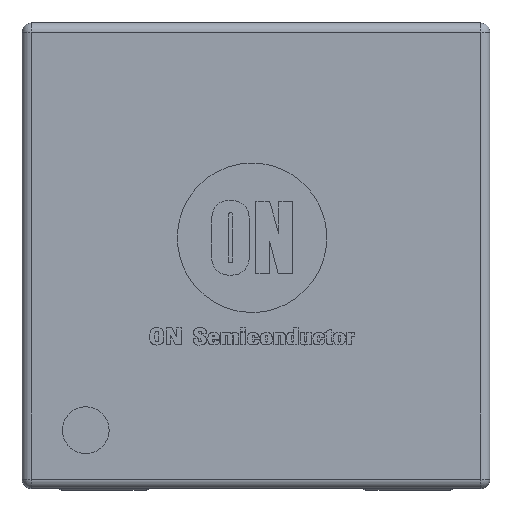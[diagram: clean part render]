
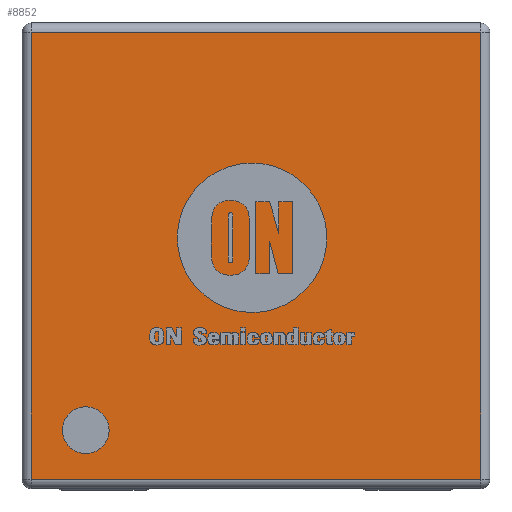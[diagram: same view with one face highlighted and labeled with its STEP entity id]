
A CAD part, top view. The second image highlights one B-rep face of the part: STEP entity #8852.
In plain terms, the highlighted planar face has unit normal (0, 0, 1).
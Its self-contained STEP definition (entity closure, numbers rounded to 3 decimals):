
#1054=PLANE('',#9545);
#1255=LINE('',#12115,#1983);
#1259=LINE('',#12131,#1987);
#1261=LINE('',#12134,#1989);
#1263=LINE('',#12137,#1991);
#1983=VECTOR('',#10171,10.);
#1987=VECTOR('',#10189,10.);
#1989=VECTOR('',#10193,10.);
#1991=VECTOR('',#10197,10.);
#2806=FACE_OUTER_BOUND('',#3346,.T.);
#3346=EDGE_LOOP('',(#6237,#6238,#6239,#6240));
#4064=VERTEX_POINT('',#12077);
#4069=VERTEX_POINT('',#12090);
#4074=VERTEX_POINT('',#12103);
#4079=VERTEX_POINT('',#12119);
#4893=EDGE_CURVE('',#4064,#4074,#1255,.T.);
#4901=EDGE_CURVE('',#4074,#4079,#1259,.T.);
#4903=EDGE_CURVE('',#4079,#4069,#1261,.T.);
#4905=EDGE_CURVE('',#4069,#4064,#1263,.T.);
#6237=ORIENTED_EDGE('',*,*,#4893,.F.);
#6238=ORIENTED_EDGE('',*,*,#4905,.F.);
#6239=ORIENTED_EDGE('',*,*,#4903,.F.);
#6240=ORIENTED_EDGE('',*,*,#4901,.F.);
#8852=ADVANCED_FACE('',(#2806),#1054,.T.);
#9545=AXIS2_PLACEMENT_3D('',#12146,#10209,#10210);
#10171=DIRECTION('',(0.,-1.,0.));
#10189=DIRECTION('',(-1.,0.,0.));
#10193=DIRECTION('',(0.,1.,0.));
#10197=DIRECTION('',(1.,0.,0.));
#10209=DIRECTION('center_axis',(0.,0.,1.));
#10210=DIRECTION('ref_axis',(1.,0.,0.));
#12077=CARTESIAN_POINT('',(0.48,0.478,0.43));
#12090=CARTESIAN_POINT('',(-0.48,0.478,0.43));
#12103=CARTESIAN_POINT('',(0.48,-0.478,0.43));
#12115=CARTESIAN_POINT('',(0.48,-0.249,0.43));
#12119=CARTESIAN_POINT('',(-0.48,-0.478,0.43));
#12131=CARTESIAN_POINT('',(-0.25,-0.478,0.43));
#12134=CARTESIAN_POINT('',(-0.48,0.249,0.43));
#12137=CARTESIAN_POINT('',(0.25,0.478,0.43));
#12146=CARTESIAN_POINT('Origin',(0.,0.,
0.43));
